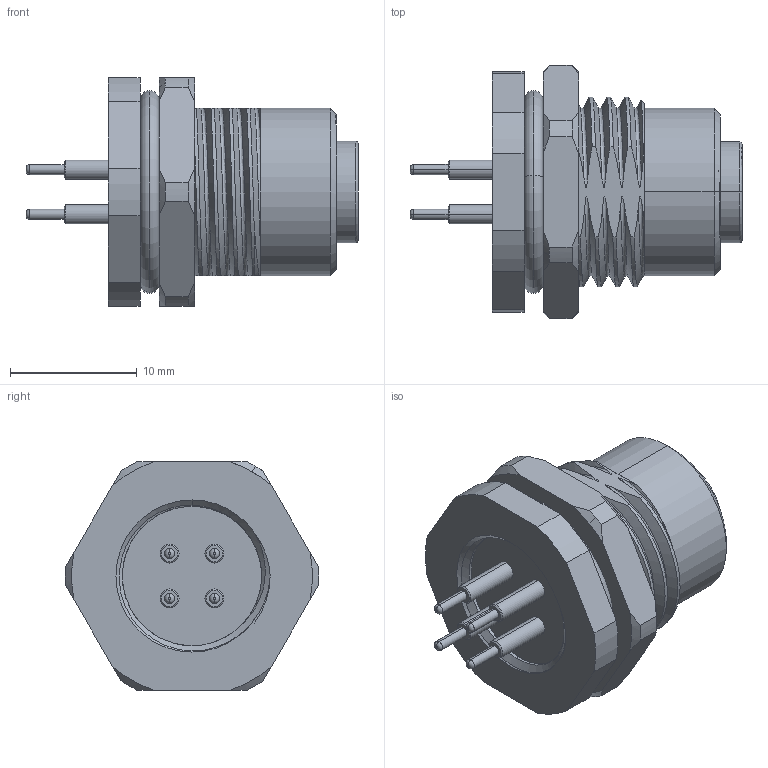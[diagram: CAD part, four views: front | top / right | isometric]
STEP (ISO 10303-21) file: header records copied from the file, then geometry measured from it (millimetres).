
FILE_DESCRIPTION (( 'STEP AP203' ), '1' );
FILE_NAME ('54-00235.STEP', '2020-10-15T17:21:30', ( '' ), ( '' ), 'SwSTEP 2.0', 'SolidWorks 2015', '' );
FILE_SCHEMA (( 'CONFIG_CONTROL_DESIGN' ));
Length unit declared in the file: millimetre
Products named in the file (7): 54-00235-01___; 54-00235-04___; 54-00235-03___; 54-00235-06___; 54-00235; 54-00235-05___; 54-00235-02___
Assembly tree (9 placements, depth 2):
  54-00235
    54-00235-01___
    54-00235-02___
    54-00235-03___  x4
    54-00235-06___
    54-00235-05___
    54-00235-04___
Bounding box: 26.2 x 19.99 x 18 mm (x, y, z)
Volume: 2838.9 mm3; surface area: 5245.5 mm2
Topology: 9 solids, 9 shells, 378 faces, 970 edges, 619 vertices
Faces by surface type: cylinder 154, plane 94, cone 51, bspline 44, torus 35
Entity records: 23199 total; most frequent: CARTESIAN_POINT 15984, ORIENTED_EDGE 1492, DIRECTION 1204, EDGE_CURVE 746, VERTEX_POINT 484, AXIS2_PLACEMENT_3D 480, EDGE_LOOP 306, ADVANCED_FACE 282
